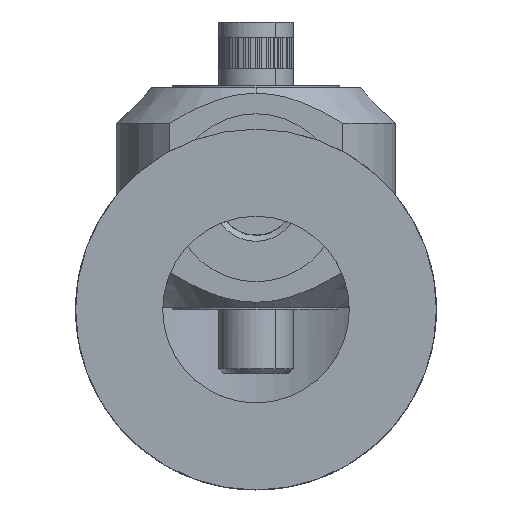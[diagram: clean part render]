
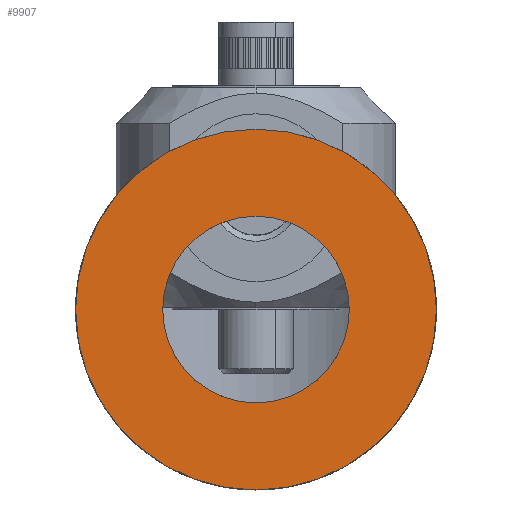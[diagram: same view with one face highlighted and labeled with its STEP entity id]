
A CAD part, left-side view. The second image highlights one B-rep face of the part: STEP entity #9907.
In plain terms, the highlighted face is planar.
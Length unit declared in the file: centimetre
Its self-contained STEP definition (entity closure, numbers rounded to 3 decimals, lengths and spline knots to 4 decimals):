
#2278=PLANE('',#10511);
#2707=VERTEX_POINT('',#14474);
#2739=VERTEX_POINT('',#14753);
#3614=CIRCLE('',#10489,1.5);
#3620=CIRCLE('',#10510,2.9);
#4190=EDGE_CURVE('',#2707,#2707,#3614,.T.);
#4234=EDGE_CURVE('',#2739,#2739,#3620,.T.);
#5756=ORIENTED_EDGE('',*,*,#4190,.T.);
#5757=ORIENTED_EDGE('',*,*,#4234,.F.);
#8650=EDGE_LOOP('',(#5756));
#8651=EDGE_LOOP('',(#5757));
#9283=FACE_BOUND('',#8650,.T.);
#9284=FACE_BOUND('',#8651,.T.);
#9907=ADVANCED_FACE('',(#9283,#9284),#2278,.T.);
#10489=AXIS2_PLACEMENT_3D('',#14473,#11674,#11675);
#10510=AXIS2_PLACEMENT_3D('',#14752,#11728,#11729);
#10511=AXIS2_PLACEMENT_3D('',#14754,#11730,$);
#11674=DIRECTION('',(0.,0.,-1.));
#11675=DIRECTION('',(1.5,0.,0.));
#11728=DIRECTION('',(0.,0.,-1.));
#11729=DIRECTION('',(2.9,0.,0.));
#11730=DIRECTION('',(0.,0.,1.));
#14473=CARTESIAN_POINT('',(0.,0.,5.8));
#14474=CARTESIAN_POINT('',(-1.5,0.,5.8));
#14752=CARTESIAN_POINT('',(0.,0.,5.8));
#14753=CARTESIAN_POINT('',(2.9,0.,5.8));
#14754=CARTESIAN_POINT('',(0.,0.,5.8));
